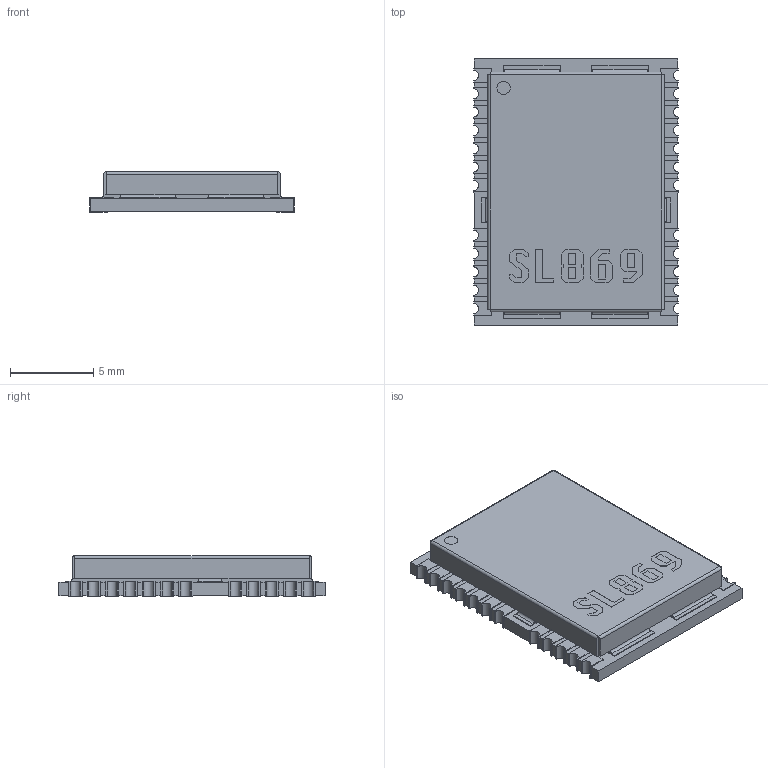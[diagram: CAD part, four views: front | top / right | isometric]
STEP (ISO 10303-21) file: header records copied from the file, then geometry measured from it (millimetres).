
FILE_DESCRIPTION(/* description */ ('model of Module_Telit-SL869'),/* implementation_level */ '2;1');
FILE_NAME(/* name */ 'Module_Telit-SL869.stp',/* time_stamp */ '2016-01-09T22:09:46',/* author */ ('Joan The Spark',''),/* organization */ (''),/* preprocessor_version */ '',/* originating_system */ '',/* authorisation */ '');
FILE_SCHEMA (('AUTOMOTIVE_DESIGN { 1 0 10303 214 3 1 1 }'));
Length unit declared in the file: millimetre
Products named in the file (1): Module_Telit-SL869
Bounding box: 12.3 x 16 x 2.45 mm (x, y, z)
Volume: 394.1 mm3; surface area: 585.9 mm2
Topology: 1 solids, 1 shells, 420 faces, 1201 edges, 794 vertices
Faces by surface type: plane 385, cylinder 35
Full cylindrical faces by diameter (mm): 0.8 x1
Entity records: 13888 total; most frequent: CARTESIAN_POINT 2415, ORIENTED_EDGE 2400, DIRECTION 2112, EDGE_CURVE 1200, LINE 1130, VECTOR 1130, VERTEX_POINT 794, AXIS2_PLACEMENT_3D 491
